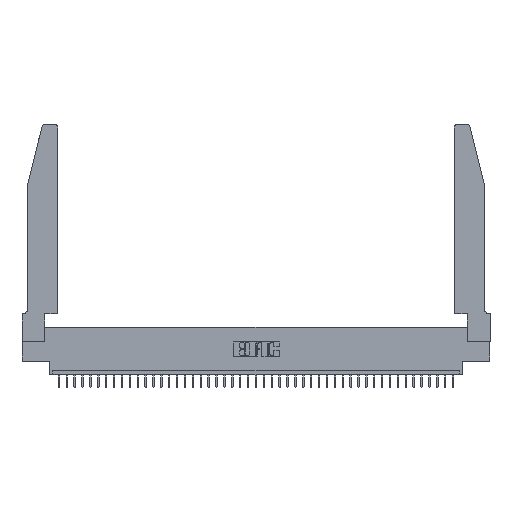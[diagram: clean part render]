
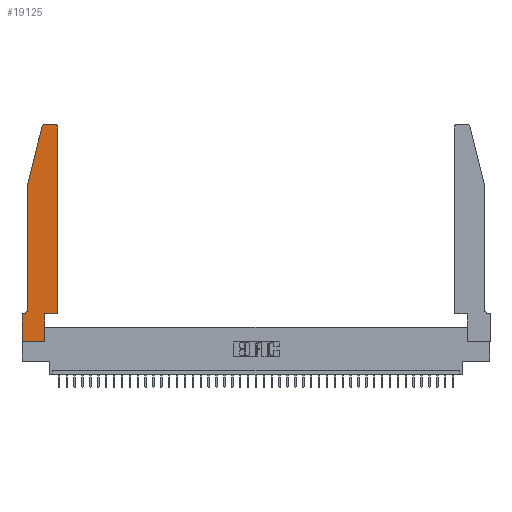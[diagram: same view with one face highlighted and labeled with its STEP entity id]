
A CAD part, top view. The second image highlights one B-rep face of the part: STEP entity #19125.
In plain terms, the highlighted planar face has unit normal (0, 0, 1).
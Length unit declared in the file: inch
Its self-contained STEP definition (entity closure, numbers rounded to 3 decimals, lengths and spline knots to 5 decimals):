
#270 = CARTESIAN_POINT ( 'NONE',  ( 0.284, 2.75, 0.37 ) ) ;
#514 = CIRCLE ( 'NONE', #9047, 0.03 ) ;
#726 = CARTESIAN_POINT ( 'NONE',  ( 0., 0., 0.37 ) ) ;
#1585 = CARTESIAN_POINT ( 'NONE',  ( 0., 0.35, 0.37 ) ) ;
#1955 = DIRECTION ( 'NONE',  ( 0., -1., 0. ) ) ;
#2030 = VERTEX_POINT ( 'NONE', #28568 ) ;
#2220 = DIRECTION ( 'NONE',  ( 1., 0., 0. ) ) ;
#2247 = CARTESIAN_POINT ( 'NONE',  ( 0.2865, 0.35, 0.37 ) ) ;
#2592 = CARTESIAN_POINT ( 'NONE',  ( 0.4505, 0.35, 0.37 ) ) ;
#2617 = ORIENTED_EDGE ( 'NONE', *, *, #21339, .T. ) ;
#3481 = LINE ( 'NONE', #11020, #33524 ) ;
#3567 = CARTESIAN_POINT ( 'NONE',  ( 0.4505, 0.35, 0.37 ) ) ;
#3776 = VERTEX_POINT ( 'NONE', #27269 ) ;
#5069 = DIRECTION ( 'NONE',  ( 1., 0., 0. ) ) ;
#6043 = VERTEX_POINT ( 'NONE', #39829 ) ;
#6756 = ORIENTED_EDGE ( 'NONE', *, *, #25813, .T. ) ;
#7524 = LINE ( 'NONE', #28112, #32924 ) ;
#9047 = AXIS2_PLACEMENT_3D ( 'NONE', #37964, #18480, #2220 ) ;
#10010 = DIRECTION ( 'NONE',  ( 0., 1., 0. ) ) ;
#10459 = VECTOR ( 'NONE', #1955, 39.37008 ) ;
#10796 = ORIENTED_EDGE ( 'NONE', *, *, #16903, .T. ) ;
#11020 = CARTESIAN_POINT ( 'NONE',  ( 0.0755, 2., 0.37 ) ) ;
#11407 = VECTOR ( 'NONE', #16945, 39.37008 ) ;
#11966 = LINE ( 'NONE', #3567, #11407 ) ;
#12358 = DIRECTION ( 'NONE',  ( -0.239, -0.971, 0. ) ) ;
#13236 = DIRECTION ( 'NONE',  ( -1., 0., 0. ) ) ;
#13589 = VECTOR ( 'NONE', #12358, 39.37008 ) ;
#13964 = VERTEX_POINT ( 'NONE', #27180 ) ;
#14277 = DIRECTION ( 'NONE',  ( 0., -1., 0. ) ) ;
#14930 = DIRECTION ( 'NONE',  ( 0., 0., 1. ) ) ;
#15194 = DIRECTION ( 'NONE',  ( -1., 0., 0. ) ) ;
#15210 = AXIS2_PLACEMENT_3D ( 'NONE', #34350, #14930, #37678 ) ;
#15467 = CIRCLE ( 'NONE', #31304, 0.07 ) ;
#15641 = LINE ( 'NONE', #18458, #21183 ) ;
#15933 = EDGE_CURVE ( 'NONE', #33139, #13964, #22385, .T. ) ;
#16903 = EDGE_CURVE ( 'NONE', #6043, #27861, #22632, .T. ) ;
#16945 = DIRECTION ( 'NONE',  ( 0., 1., 0. ) ) ;
#17219 = DIRECTION ( 'NONE',  ( 0., 0., -1. ) ) ;
#17816 = VERTEX_POINT ( 'NONE', #34815 ) ;
#17919 = CARTESIAN_POINT ( 'NONE',  ( 0., 0., 0.37 ) ) ;
#18458 = CARTESIAN_POINT ( 'NONE',  ( 0.0755, 0.35, 0.37 ) ) ;
#18480 = DIRECTION ( 'NONE',  ( 0., 0., 1. ) ) ;
#18563 = VERTEX_POINT ( 'NONE', #39524 ) ;
#18637 = EDGE_CURVE ( 'NONE', #17816, #35644, #15467, .T. ) ;
#19009 = CARTESIAN_POINT ( 'NONE',  ( 0.0755, 2., 0.37 ) ) ;
#19125 = ADVANCED_FACE ( 'NONE', ( #20439 ), #37334, .T. ) ;
#19320 = EDGE_CURVE ( 'NONE', #2030, #37468, #514, .T. ) ;
#20439 = FACE_OUTER_BOUND ( 'NONE', #39370, .T. ) ;
#20750 = VECTOR ( 'NONE', #39271, 39.37008 ) ;
#21183 = VECTOR ( 'NONE', #15194, 39.37008 ) ;
#21339 = EDGE_CURVE ( 'NONE', #24550, #6043, #24846, .T. ) ;
#21360 = ORIENTED_EDGE ( 'NONE', *, *, #25285, .T. ) ;
#21633 = VECTOR ( 'NONE', #10010, 39.37008 ) ;
#22385 = CIRCLE ( 'NONE', #15210, 0.03 ) ;
#22632 = LINE ( 'NONE', #36560, #21633 ) ;
#23128 = VECTOR ( 'NONE', #13236, 39.37008 ) ;
#23344 = EDGE_CURVE ( 'NONE', #18563, #17816, #3481, .T. ) ;
#23477 = VERTEX_POINT ( 'NONE', #2592 ) ;
#23573 = DIRECTION ( 'NONE',  ( -1., 0., 0. ) ) ;
#24352 = DIRECTION ( 'NONE',  ( 0., 0., 1. ) ) ;
#24550 = VERTEX_POINT ( 'NONE', #726 ) ;
#24846 = LINE ( 'NONE', #36284, #20750 ) ;
#25090 = AXIS2_PLACEMENT_3D ( 'NONE', #1585, #24352, #31060 ) ;
#25285 = EDGE_CURVE ( 'NONE', #13964, #18563, #31436, .T. ) ;
#25430 = ORIENTED_EDGE ( 'NONE', *, *, #23344, .T. ) ;
#25813 = EDGE_CURVE ( 'NONE', #3776, #24550, #36963, .T. ) ;
#25873 = EDGE_CURVE ( 'NONE', #35644, #3776, #15641, .T. ) ;
#26118 = ORIENTED_EDGE ( 'NONE', *, *, #38753, .T. ) ;
#27180 = CARTESIAN_POINT ( 'NONE',  ( 0.25487, 2.72718, 0.37 ) ) ;
#27269 = CARTESIAN_POINT ( 'NONE',  ( 0., 0.35, 0.37 ) ) ;
#27861 = VERTEX_POINT ( 'NONE', #2247 ) ;
#28112 = CARTESIAN_POINT ( 'NONE',  ( 0.4505, 0.35, 0.37 ) ) ;
#28568 = CARTESIAN_POINT ( 'NONE',  ( 0.4505, 2.72, 0.37 ) ) ;
#28818 = ORIENTED_EDGE ( 'NONE', *, *, #25873, .T. ) ;
#30156 = CARTESIAN_POINT ( 'NONE',  ( 0.4205, 2.75, 0.37 ) ) ;
#30748 = EDGE_CURVE ( 'NONE', #23477, #2030, #11966, .T. ) ;
#31060 = DIRECTION ( 'NONE',  ( 1., 0., 0. ) ) ;
#31304 = AXIS2_PLACEMENT_3D ( 'NONE', #36556, #17219, #23573 ) ;
#31436 = LINE ( 'NONE', #19009, #13589 ) ;
#31715 = ORIENTED_EDGE ( 'NONE', *, *, #18637, .T. ) ;
#32673 = CARTESIAN_POINT ( 'NONE',  ( 0.2605, 2.75, 0.37 ) ) ;
#32924 = VECTOR ( 'NONE', #5069, 39.37008 ) ;
#33139 = VERTEX_POINT ( 'NONE', #270 ) ;
#33389 = ORIENTED_EDGE ( 'NONE', *, *, #19320, .T. ) ;
#33524 = VECTOR ( 'NONE', #14277, 39.37008 ) ;
#34350 = CARTESIAN_POINT ( 'NONE',  ( 0.284, 2.72, 0.37 ) ) ;
#34815 = CARTESIAN_POINT ( 'NONE',  ( 0.0755, 0.42, 0.37 ) ) ;
#35644 = VERTEX_POINT ( 'NONE', #35941 ) ;
#35941 = CARTESIAN_POINT ( 'NONE',  ( 0.0055, 0.35, 0.37 ) ) ;
#36284 = CARTESIAN_POINT ( 'NONE',  ( 0., 0., 0.37 ) ) ;
#36556 = CARTESIAN_POINT ( 'NONE',  ( 0.0055, 0.42, 0.37 ) ) ;
#36560 = CARTESIAN_POINT ( 'NONE',  ( 0.2865, 0.35, 0.37 ) ) ;
#36963 = LINE ( 'NONE', #17919, #10459 ) ;
#37048 = ORIENTED_EDGE ( 'NONE', *, *, #40934, .T. ) ;
#37334 = PLANE ( 'NONE',  #25090 ) ;
#37468 = VERTEX_POINT ( 'NONE', #30156 ) ;
#37678 = DIRECTION ( 'NONE',  ( 1., 0., 0. ) ) ;
#37964 = CARTESIAN_POINT ( 'NONE',  ( 0.4205, 2.72, 0.37 ) ) ;
#38753 = EDGE_CURVE ( 'NONE', #27861, #23477, #7524, .T. ) ;
#39271 = DIRECTION ( 'NONE',  ( 1., 0., 0. ) ) ;
#39370 = EDGE_LOOP ( 'NONE', ( #37048, #41652, #21360, #25430, #31715, #28818, #6756, #2617, #10796, #26118, #40869, #33389 ) ) ;
#39524 = CARTESIAN_POINT ( 'NONE',  ( 0.0755, 2., 0.37 ) ) ;
#39829 = CARTESIAN_POINT ( 'NONE',  ( 0.2865, 0., 0.37 ) ) ;
#40493 = LINE ( 'NONE', #32673, #23128 ) ;
#40869 = ORIENTED_EDGE ( 'NONE', *, *, #30748, .T. ) ;
#40934 = EDGE_CURVE ( 'NONE', #37468, #33139, #40493, .T. ) ;
#41652 = ORIENTED_EDGE ( 'NONE', *, *, #15933, .T. ) ;
